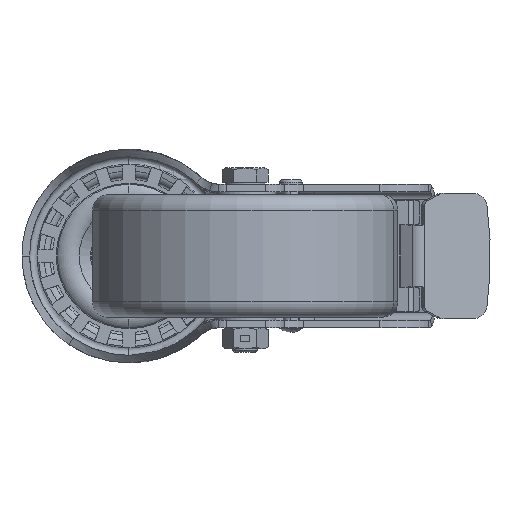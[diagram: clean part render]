
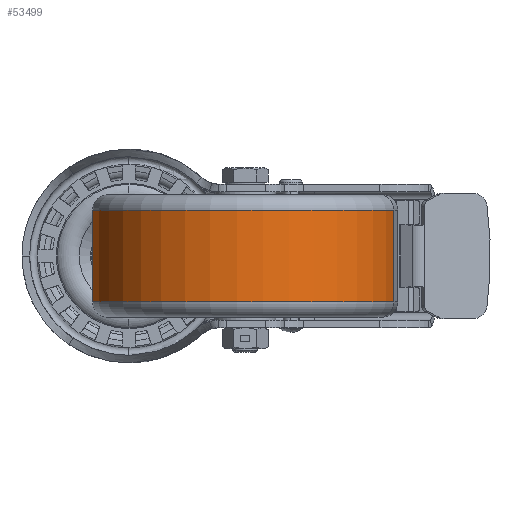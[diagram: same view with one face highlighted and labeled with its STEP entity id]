
A CAD part, front view. The second image highlights one B-rep face of the part: STEP entity #53499.
In plain terms, the highlighted cylindrical face has radius 50 mm (diameter 100 mm), a partial arc.
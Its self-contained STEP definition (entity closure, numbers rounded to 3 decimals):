
#2570 = VECTOR ( 'NONE', #53654, 1000. ) ;
#3790 = DIRECTION ( 'NONE',  ( -0.974, 0.228, 0. ) ) ;
#5961 = DIRECTION ( 'NONE',  ( 0.974, -0.228, 0. ) ) ;
#6382 = EDGE_CURVE ( 'NONE', #49226, #42197, #24639, .T. ) ;
#8092 = AXIS2_PLACEMENT_3D ( 'NONE', #27779, #9134, #40303 ) ;
#8339 = CARTESIAN_POINT ( 'NONE',  ( -10.685, -64.608, -15. ) ) ;
#9134 = DIRECTION ( 'NONE',  ( 0., 0., 1. ) ) ;
#12564 = AXIS2_PLACEMENT_3D ( 'NONE', #17215, #47748, #3790 ) ;
#14159 = EDGE_CURVE ( 'NONE', #25361, #42197, #48391, .T. ) ;
#15277 = VECTOR ( 'NONE', #34412, 1000. ) ;
#15419 = CARTESIAN_POINT ( 'NONE',  ( -10.685, -64.608, 15. ) ) ;
#15527 = EDGE_LOOP ( 'NONE', ( #44808, #54238, #48075, #24875 ) ) ;
#16412 = CARTESIAN_POINT ( 'NONE',  ( -10.685, -64.608, 40.585 ) ) ;
#17215 = CARTESIAN_POINT ( 'NONE',  ( 38., -76., 15. ) ) ;
#17404 = CARTESIAN_POINT ( 'NONE',  ( 86.685, -87.392, -15. ) ) ;
#20459 = AXIS2_PLACEMENT_3D ( 'NONE', #28107, #46697, #5961 ) ;
#20737 = CARTESIAN_POINT ( 'NONE',  ( 86.685, -87.392, 15. ) ) ;
#24639 = CIRCLE ( 'NONE', #12564, 50. ) ;
#24875 = ORIENTED_EDGE ( 'NONE', *, *, #6382, .T. ) ;
#25361 = VERTEX_POINT ( 'NONE', #8339 ) ;
#26243 = LINE ( 'NONE', #44302, #2570 ) ;
#27779 = CARTESIAN_POINT ( 'NONE',  ( 38., -76., -15. ) ) ;
#28107 = CARTESIAN_POINT ( 'NONE',  ( 38., -76., 40.585 ) ) ;
#34412 = DIRECTION ( 'NONE',  ( 0., 0., 1. ) ) ;
#35673 = FACE_OUTER_BOUND ( 'NONE', #15527, .T. ) ;
#40303 = DIRECTION ( 'NONE',  ( 0.974, -0.228, 0. ) ) ;
#40698 = CIRCLE ( 'NONE', #8092, 50. ) ;
#42197 = VERTEX_POINT ( 'NONE', #15419 ) ;
#44302 = CARTESIAN_POINT ( 'NONE',  ( 86.685, -87.392, 40.585 ) ) ;
#44808 = ORIENTED_EDGE ( 'NONE', *, *, #14159, .F. ) ;
#46697 = DIRECTION ( 'NONE',  ( 0., 0., 1. ) ) ;
#47748 = DIRECTION ( 'NONE',  ( 0., 0., -1. ) ) ;
#48075 = ORIENTED_EDGE ( 'NONE', *, *, #54554, .T. ) ;
#48391 = LINE ( 'NONE', #16412, #15277 ) ;
#48542 = VERTEX_POINT ( 'NONE', #17404 ) ;
#49226 = VERTEX_POINT ( 'NONE', #20737 ) ;
#51832 = EDGE_CURVE ( 'NONE', #25361, #48542, #40698, .T. ) ;
#53482 = CYLINDRICAL_SURFACE ( 'NONE', #20459, 50. ) ;
#53499 = ADVANCED_FACE ( 'NONE', ( #35673 ), #53482, .T. ) ;
#53654 = DIRECTION ( 'NONE',  ( 0., 0., 1. ) ) ;
#54238 = ORIENTED_EDGE ( 'NONE', *, *, #51832, .T. ) ;
#54554 = EDGE_CURVE ( 'NONE', #48542, #49226, #26243, .T. ) ;
